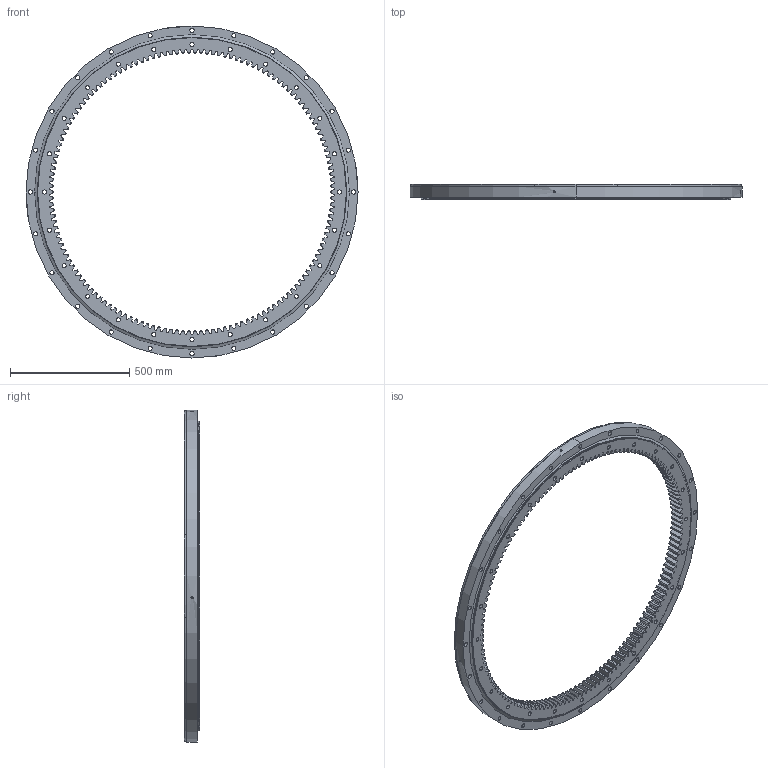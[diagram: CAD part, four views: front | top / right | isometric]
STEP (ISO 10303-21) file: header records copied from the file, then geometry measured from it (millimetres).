
FILE_DESCRIPTION (( 'STEP AP203' ), '1' );
FILE_NAME ('02-1295-00.STEP', '2017-12-26T13:08:15', ( 'defontaine' ), ( 'Hewlett-Packard Company' ), 'SwSTEP 2.0', 'SolidWorks 2016', '' );
FILE_SCHEMA (( 'CONFIG_CONTROL_DESIGN' ));
Length unit declared in the file: millimetre
Products named in the file (1): 02-1295-00
Bounding box: 1390 x 63 x 1390 mm (x, y, z)
Volume: 20967979.1 mm3; surface area: 2470307.8 mm2
Topology: 5 solids, 5 shells, 1038 faces, 3058 edges, 2033 vertices
Faces by surface type: cylinder 413, plane 305, cone 300, torus 18, sphere 2
Entity records: 36322 total; most frequent: CARTESIAN_POINT 8426, ORIENTED_EDGE 6106, DIRECTION 5687, EDGE_CURVE 3053, AXIS2_PLACEMENT_3D 2195, VERTEX_POINT 2030, VECTOR 1297, LINE 1297
